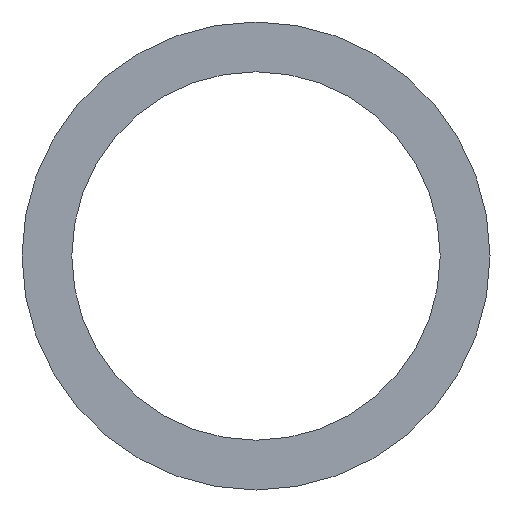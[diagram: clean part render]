
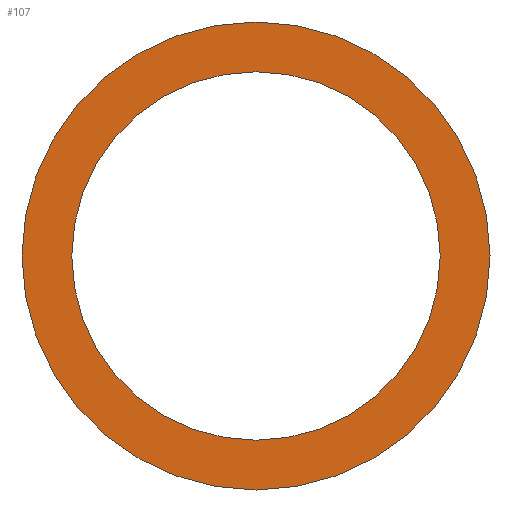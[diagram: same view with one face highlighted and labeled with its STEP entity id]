
A CAD part, front view. The second image highlights one B-rep face of the part: STEP entity #107.
In plain terms, the highlighted planar face has unit normal (0, -1, 0).
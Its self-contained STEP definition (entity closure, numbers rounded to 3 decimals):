
#4 = CIRCLE ( 'NONE', #176, 19.05 ) ;
#11 = CARTESIAN_POINT ( 'NONE',  ( 0., 0., 0. ) ) ;
#21 = AXIS2_PLACEMENT_3D ( 'NONE', #34, #49, #86 ) ;
#32 = DIRECTION ( 'NONE',  ( 0., 1., 0. ) ) ;
#34 = CARTESIAN_POINT ( 'NONE',  ( 15., 0., 0. ) ) ;
#35 = CARTESIAN_POINT ( 'NONE',  ( 0., 0., -15. ) ) ;
#47 = CIRCLE ( 'NONE', #108, 15. ) ;
#49 = DIRECTION ( 'NONE',  ( 0., 1., 0. ) ) ;
#52 = DIRECTION ( 'NONE',  ( 0., 0., 1. ) ) ;
#58 = EDGE_CURVE ( 'NONE', #154, #114, #47, .T. ) ;
#59 = EDGE_CURVE ( 'NONE', #113, #179, #4, .T. ) ;
#64 = CARTESIAN_POINT ( 'NONE',  ( 0., 0., 19.05 ) ) ;
#69 = CARTESIAN_POINT ( 'NONE',  ( 0., 0., 0. ) ) ;
#74 = ORIENTED_EDGE ( 'NONE', *, *, #120, .F. ) ;
#86 = DIRECTION ( 'NONE',  ( 0., 0., 1. ) ) ;
#95 = ORIENTED_EDGE ( 'NONE', *, *, #59, .F. ) ;
#106 = FACE_OUTER_BOUND ( 'NONE', #185, .T. ) ;
#107 = ADVANCED_FACE ( 'NONE', ( #106, #140 ), #228, .F. ) ;
#108 = AXIS2_PLACEMENT_3D ( 'NONE', #11, #212, #139 ) ;
#113 = VERTEX_POINT ( 'NONE', #64 ) ;
#114 = VERTEX_POINT ( 'NONE', #162 ) ;
#120 = EDGE_CURVE ( 'NONE', #179, #113, #156, .T. ) ;
#125 = CARTESIAN_POINT ( 'NONE',  ( 0., 0., 0. ) ) ;
#126 = CARTESIAN_POINT ( 'NONE',  ( 0., 0., -19.05 ) ) ;
#127 = DIRECTION ( 'NONE',  ( 0., 1., 0. ) ) ;
#132 = AXIS2_PLACEMENT_3D ( 'NONE', #125, #32, #180 ) ;
#134 = EDGE_CURVE ( 'NONE', #114, #154, #182, .T. ) ;
#139 = DIRECTION ( 'NONE',  ( 0., 0., 1. ) ) ;
#140 = FACE_BOUND ( 'NONE', #220, .T. ) ;
#154 = VERTEX_POINT ( 'NONE', #35 ) ;
#156 = CIRCLE ( 'NONE', #132, 19.05 ) ;
#159 = CARTESIAN_POINT ( 'NONE',  ( 0., 0., 0. ) ) ;
#162 = CARTESIAN_POINT ( 'NONE',  ( 0., 0., 15. ) ) ;
#171 = AXIS2_PLACEMENT_3D ( 'NONE', #69, #127, #52 ) ;
#176 = AXIS2_PLACEMENT_3D ( 'NONE', #159, #232, #194 ) ;
#179 = VERTEX_POINT ( 'NONE', #126 ) ;
#180 = DIRECTION ( 'NONE',  ( 0., 0., 1. ) ) ;
#182 = CIRCLE ( 'NONE', #171, 15. ) ;
#185 = EDGE_LOOP ( 'NONE', ( #95, #74 ) ) ;
#194 = DIRECTION ( 'NONE',  ( 0., 0., 1. ) ) ;
#212 = DIRECTION ( 'NONE',  ( 0., 1., 0. ) ) ;
#217 = ORIENTED_EDGE ( 'NONE', *, *, #58, .T. ) ;
#220 = EDGE_LOOP ( 'NONE', ( #230, #217 ) ) ;
#228 = PLANE ( 'NONE',  #21 ) ;
#230 = ORIENTED_EDGE ( 'NONE', *, *, #134, .T. ) ;
#232 = DIRECTION ( 'NONE',  ( 0., 1., 0. ) ) ;
